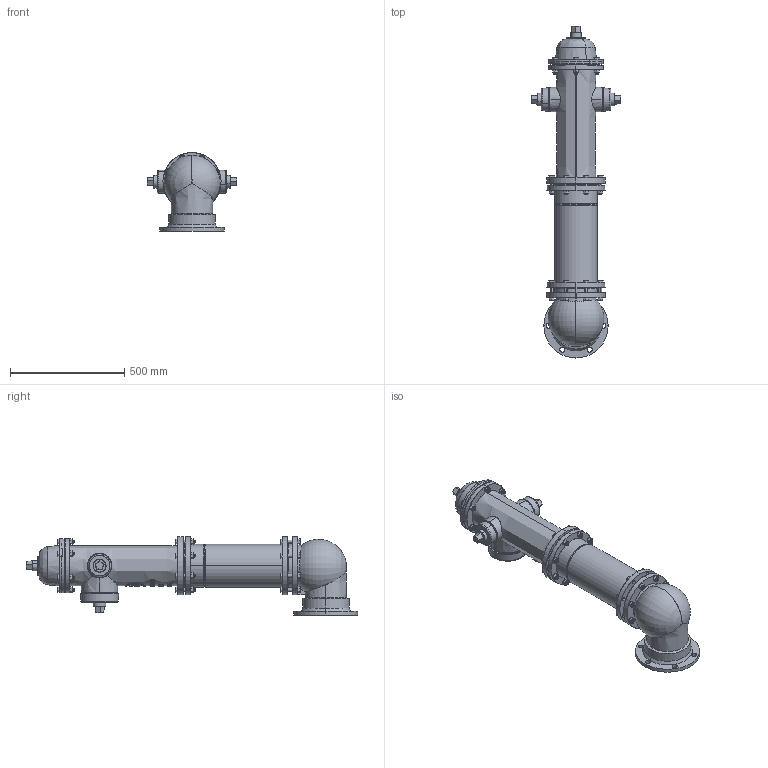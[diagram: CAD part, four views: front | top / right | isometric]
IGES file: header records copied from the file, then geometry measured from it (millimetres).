
Start section: SolidWorks IGES file using analytic representation for surfaces
Global section: file name: 5.25 B84B-T.IGS; native system: SolidWorks 2015; preprocessor: SolidWorks 2015; author: carmcl; date: 150413.124701; units: inch
Bounding box: 392.91 x 1451.87 x 344.19 mm (x, y, z)
Surface area: 2595331.4 mm2 (no closed solid volume)
Topology: 0 solids, 0 shells, 1708 faces, 44903 edges, 52724 vertices
Faces by surface type: revolution 864, bspline 844
